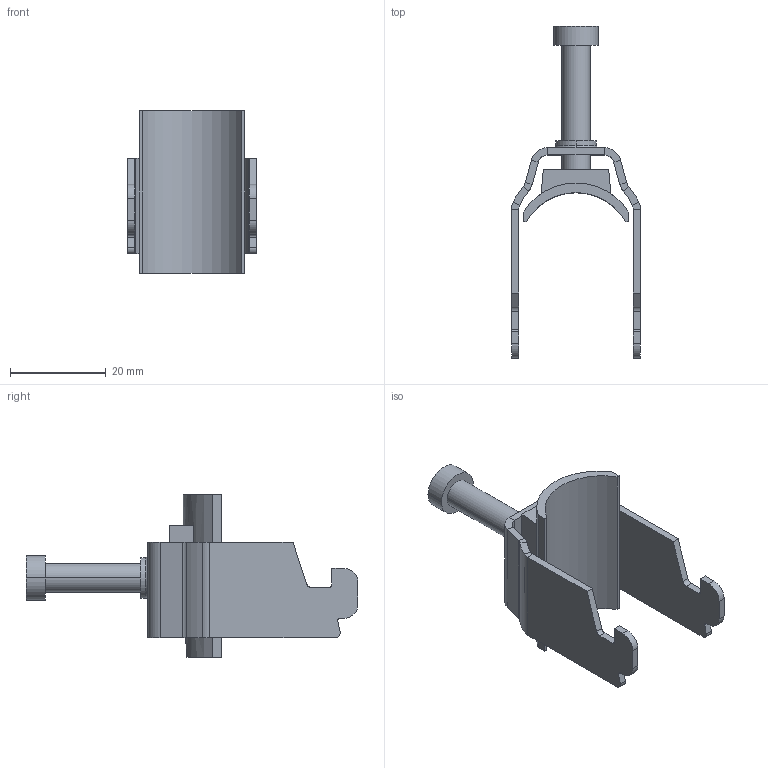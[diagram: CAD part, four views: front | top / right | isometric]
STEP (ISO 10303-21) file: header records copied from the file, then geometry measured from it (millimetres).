
FILE_DESCRIPTION (( 'STEP AP214' ), '1' );
FILE_NAME ('1183621.stp', '2017-02-06T13:01:20', ( '' ), ( '' ), 'SwSTEP 2.0', 'SolidWorks 2016', '' );
FILE_SCHEMA (( 'AUTOMOTIVE_DESIGN' ));
Length unit declared in the file: millimetre
Products named in the file (5): EB101-04-02_Standard; EB101-00-04_Standard; EB115-00-03_M6 x 26; EB301-04-01_Standard; 1183621
Assembly tree (4 placements, depth 2):
  1183621
    EB301-04-01_Standard
    EB115-00-03_M6 x 26
    EB101-00-04_Standard
    EB101-04-02_Standard
Bounding box: 27 x 69.5 x 34 mm (x, y, z)
Volume: 5985.3 mm3; surface area: 7926.2 mm2
Topology: 4 solids, 4 shells, 198 faces, 491 edges, 305 vertices
Faces by surface type: plane 120, cylinder 64, torus 8, cone 6
Entity records: 6015 total; most frequent: DIRECTION 1053, CARTESIAN_POINT 1017, ORIENTED_EDGE 978, EDGE_CURVE 489, AXIS2_PLACEMENT_3D 365, LINE 323, VECTOR 323, VERTEX_POINT 305
